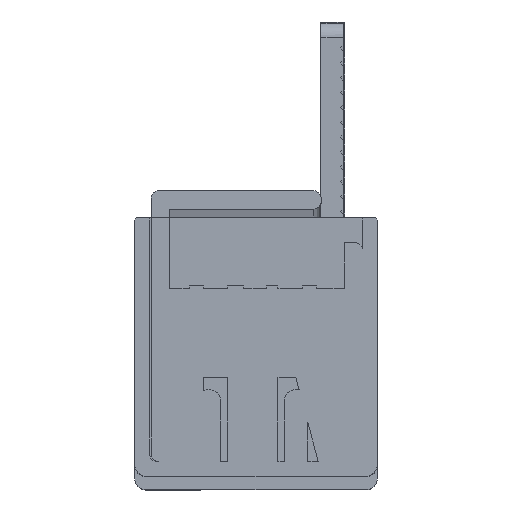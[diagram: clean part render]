
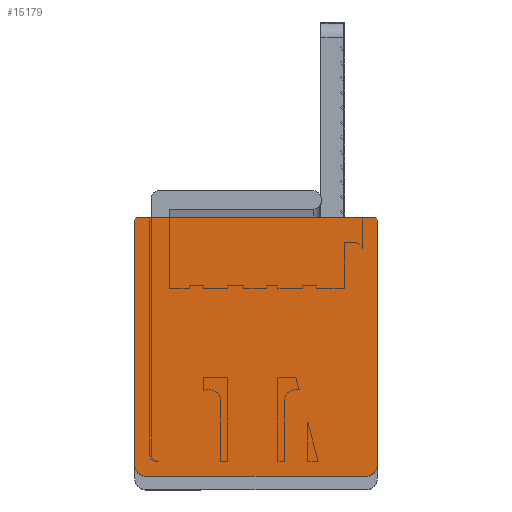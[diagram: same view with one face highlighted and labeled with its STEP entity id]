
A CAD part, top view. The second image highlights one B-rep face of the part: STEP entity #15179.
In plain terms, the highlighted planar face has unit normal (0, 0, 1).
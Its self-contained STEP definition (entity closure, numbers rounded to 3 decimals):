
#15179 = ADVANCED_FACE ( 'NONE', ( #16866 ), #16942, .F. ) ;
#15761 = EDGE_CURVE ( 'NONE', #36583, #36682, #16411, .T. ) ;
#15787 = EDGE_CURVE ( 'NONE', #36643, #36682, #48612, .T. ) ;
#15789 = EDGE_CURVE ( 'NONE', #36583, #36658, #47450, .T. ) ;
#15792 = EDGE_CURVE ( 'NONE', #36562, #36554, #16715, .T. ) ;
#15797 = EDGE_CURVE ( 'NONE', #36539, #36562, #47453, .T. ) ;
#15814 = EDGE_CURVE ( 'NONE', #36683, #36643, #16796, .T. ) ;
#15865 = EDGE_CURVE ( 'NONE', #36554, #36683, #47526, .T. ) ;
#15875 = EDGE_CURVE ( 'NONE', #36539, #36658, #17212, .T. ) ;
#16411 = LINE ( 'NONE', #16439, #48638 ) ;
#16439 = CARTESIAN_POINT ( 'NONE',  ( 6.466, -1., 219. ) ) ;
#16588 = DIRECTION ( 'NONE',  ( 1., 0., 0. ) ) ;
#16664 = CARTESIAN_POINT ( 'NONE',  ( -0.984, -0.25, 219. ) ) ;
#16697 = DIRECTION ( 'NONE',  ( 1., 0., 0. ) ) ;
#16700 = CARTESIAN_POINT ( 'NONE',  ( 13.916, -0.25, 219. ) ) ;
#16706 = DIRECTION ( 'NONE',  ( 1., 0., 0. ) ) ;
#16710 = DIRECTION ( 'NONE',  ( 0., 0., -1. ) ) ;
#16715 = LINE ( 'NONE', #16720, #47485 ) ;
#16720 = CARTESIAN_POINT ( 'NONE',  ( 6.466, 16.5, 219. ) ) ;
#16732 = DIRECTION ( 'NONE',  ( 0., 0., -1. ) ) ;
#16737 = DIRECTION ( 'NONE',  ( 1., 0., 0. ) ) ;
#16739 = CARTESIAN_POINT ( 'NONE',  ( -1.534, 16.3, 219. ) ) ;
#16741 = DIRECTION ( 'NONE',  ( 0., 0., -1. ) ) ;
#16755 = DIRECTION ( 'NONE',  ( 1., 0., 0. ) ) ;
#16782 = DIRECTION ( 'NONE',  ( 0., -1., 0. ) ) ;
#16796 = LINE ( 'NONE', #16828, #47478 ) ;
#16828 = CARTESIAN_POINT ( 'NONE',  ( 14.666, -11.046, 219. ) ) ;
#16847 = DIRECTION ( 'NONE',  ( -1., 0., 0. ) ) ;
#16866 = FACE_OUTER_BOUND ( 'NONE', #53811, .T. ) ;
#16908 = DIRECTION ( 'NONE',  ( 0., 0., -1. ) ) ;
#16928 = CARTESIAN_POINT ( 'NONE',  ( 6.466, -11.046, 219. ) ) ;
#16942 = PLANE ( 'NONE',  #38244 ) ;
#17159 = CARTESIAN_POINT ( 'NONE',  ( -1.734, -11.046, 219. ) ) ;
#17170 = DIRECTION ( 'NONE',  ( 1., 0., 0. ) ) ;
#17212 = LINE ( 'NONE', #17159, #47505 ) ;
#17214 = DIRECTION ( 'NONE',  ( 0., -1., 0. ) ) ;
#17239 = CARTESIAN_POINT ( 'NONE',  ( 14.466, 16.3, 219. ) ) ;
#17243 = DIRECTION ( 'NONE',  ( 0., 0., -1. ) ) ;
#26153 = ORIENTED_EDGE ( 'NONE', *, *, #15875, .T. ) ;
#27077 = ORIENTED_EDGE ( 'NONE', *, *, #15792, .F. ) ;
#27078 = ORIENTED_EDGE ( 'NONE', *, *, #15761, .T. ) ;
#27094 = ORIENTED_EDGE ( 'NONE', *, *, #15789, .F. ) ;
#27098 = ORIENTED_EDGE ( 'NONE', *, *, #15787, .F. ) ;
#27113 = ORIENTED_EDGE ( 'NONE', *, *, #15814, .F. ) ;
#27125 = ORIENTED_EDGE ( 'NONE', *, *, #15865, .F. ) ;
#27131 = ORIENTED_EDGE ( 'NONE', *, *, #15797, .F. ) ;
#36539 = VERTEX_POINT ( 'NONE', #58716 ) ;
#36554 = VERTEX_POINT ( 'NONE', #58632 ) ;
#36562 = VERTEX_POINT ( 'NONE', #58827 ) ;
#36583 = VERTEX_POINT ( 'NONE', #58781 ) ;
#36643 = VERTEX_POINT ( 'NONE', #58957 ) ;
#36658 = VERTEX_POINT ( 'NONE', #58869 ) ;
#36682 = VERTEX_POINT ( 'NONE', #58932 ) ;
#36683 = VERTEX_POINT ( 'NONE', #58962 ) ;
#38244 = AXIS2_PLACEMENT_3D ( 'NONE', #16928, #16908, #16847 ) ;
#47450 = CIRCLE ( 'NONE', #47466, 0.75 ) ;
#47453 = CIRCLE ( 'NONE', #47467, 0.2 ) ;
#47466 = AXIS2_PLACEMENT_3D ( 'NONE', #16664, #16732, #16697 ) ;
#47467 = AXIS2_PLACEMENT_3D ( 'NONE', #16739, #16741, #16755 ) ;
#47478 = VECTOR ( 'NONE', #16782, 1000. ) ;
#47485 = VECTOR ( 'NONE', #16737, 1000. ) ;
#47494 = AXIS2_PLACEMENT_3D ( 'NONE', #17239, #17243, #17170 ) ;
#47505 = VECTOR ( 'NONE', #17214, 1000. ) ;
#47526 = CIRCLE ( 'NONE', #47494, 0.2 ) ;
#48612 = CIRCLE ( 'NONE', #48619, 0.75 ) ;
#48619 = AXIS2_PLACEMENT_3D ( 'NONE', #16700, #16710, #16706 ) ;
#48638 = VECTOR ( 'NONE', #16588, 1000. ) ;
#53811 = EDGE_LOOP ( 'NONE', ( #26153, #27094, #27078, #27098, #27113, #27125, #27077, #27131 ) ) ;
#58632 = CARTESIAN_POINT ( 'NONE',  ( 14.466, 16.5, 219. ) ) ;
#58716 = CARTESIAN_POINT ( 'NONE',  ( -1.734, 16.3, 219. ) ) ;
#58781 = CARTESIAN_POINT ( 'NONE',  ( -0.984, -1., 219. ) ) ;
#58827 = CARTESIAN_POINT ( 'NONE',  ( -1.534, 16.5, 219. ) ) ;
#58869 = CARTESIAN_POINT ( 'NONE',  ( -1.734, -0.25, 219. ) ) ;
#58932 = CARTESIAN_POINT ( 'NONE',  ( 13.916, -1., 219. ) ) ;
#58957 = CARTESIAN_POINT ( 'NONE',  ( 14.666, -0.25, 219. ) ) ;
#58962 = CARTESIAN_POINT ( 'NONE',  ( 14.666, 16.3, 219. ) ) ;
